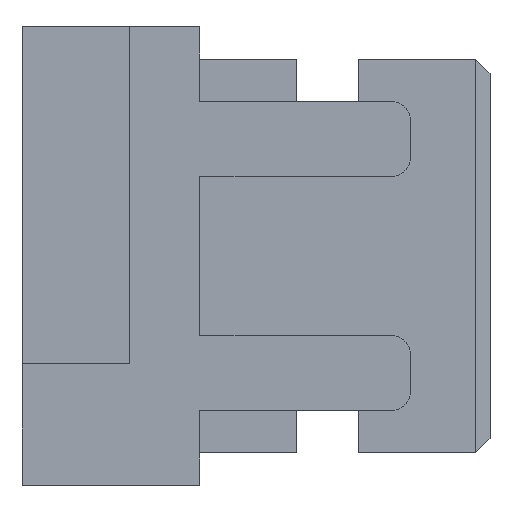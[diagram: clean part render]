
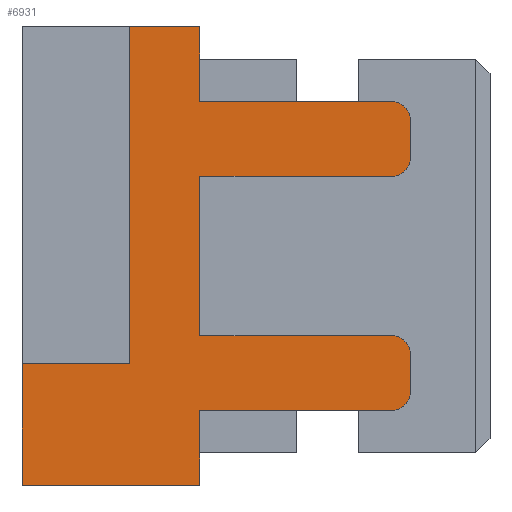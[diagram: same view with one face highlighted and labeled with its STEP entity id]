
A CAD part, left-side view. The second image highlights one B-rep face of the part: STEP entity #6931.
In plain terms, the highlighted planar face has unit normal (-1, 0, 0).
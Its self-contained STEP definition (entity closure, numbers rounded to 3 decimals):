
#3 = VECTOR ( 'NONE', #399, 1000. ) ;
#192 = CARTESIAN_POINT ( 'NONE',  ( 6.9, 3.1, 1.65 ) ) ;
#254 = CARTESIAN_POINT ( 'NONE',  ( 6.9, 1.05, 1.45 ) ) ;
#278 = CARTESIAN_POINT ( 'NONE',  ( 6.9, 1.05, -0.85 ) ) ;
#302 = VERTEX_POINT ( 'NONE', #4008 ) ;
#336 = DIRECTION ( 'NONE',  ( 0., 0., 1. ) ) ;
#399 = DIRECTION ( 'NONE',  ( 0., 1., 0. ) ) ;
#509 = EDGE_CURVE ( 'NONE', #3538, #7527, #8862, .T. ) ;
#513 = CARTESIAN_POINT ( 'NONE',  ( 6.9, 0.85, 1.05 ) ) ;
#684 = CARTESIAN_POINT ( 'NONE',  ( 6.9, 3.85, -1.15 ) ) ;
#968 = DIRECTION ( 'NONE',  ( 0., 0., -1. ) ) ;
#1008 = DIRECTION ( 'NONE',  ( 0., 1., 0. ) ) ;
#1029 = CARTESIAN_POINT ( 'NONE',  ( 6.9, 3.1, 2.45 ) ) ;
#1201 = VERTEX_POINT ( 'NONE', #2515 ) ;
#1268 = AXIS2_PLACEMENT_3D ( 'NONE', #4752, #8761, #3226 ) ;
#1293 = DIRECTION ( 'NONE',  ( 0., 1., 0. ) ) ;
#1327 = DIRECTION ( 'NONE',  ( 0., 1., 0. ) ) ;
#1451 = VERTEX_POINT ( 'NONE', #10410 ) ;
#1485 = CARTESIAN_POINT ( 'NONE',  ( 6.9, 3.1, -2.45 ) ) ;
#1512 = EDGE_CURVE ( 'NONE', #8999, #6175, #5137, .T. ) ;
#1522 = CARTESIAN_POINT ( 'NONE',  ( 6.9, 1.05, 0.85 ) ) ;
#1804 = ORIENTED_EDGE ( 'NONE', *, *, #10734, .T. ) ;
#1983 = CARTESIAN_POINT ( 'NONE',  ( 6.9, 1.05, 1.65 ) ) ;
#2127 = LINE ( 'NONE', #5442, #10107 ) ;
#2162 = CARTESIAN_POINT ( 'NONE',  ( 6.9, 3.1, -0.85 ) ) ;
#2319 = VECTOR ( 'NONE', #1008, 1000. ) ;
#2515 = CARTESIAN_POINT ( 'NONE',  ( 6.9, 5., -1.15 ) ) ;
#2598 = CARTESIAN_POINT ( 'NONE',  ( 6.9, 0.85, -1.05 ) ) ;
#2649 = ORIENTED_EDGE ( 'NONE', *, *, #8272, .T. ) ;
#2718 = LINE ( 'NONE', #1983, #2319 ) ;
#2748 = VERTEX_POINT ( 'NONE', #11623 ) ;
#2764 = DIRECTION ( 'NONE',  ( 0., 0., 1. ) ) ;
#2825 = ORIENTED_EDGE ( 'NONE', *, *, #4904, .T. ) ;
#2841 = ORIENTED_EDGE ( 'NONE', *, *, #509, .F. ) ;
#3093 = VERTEX_POINT ( 'NONE', #4962 ) ;
#3111 = EDGE_CURVE ( 'NONE', #6236, #2748, #7028, .T. ) ;
#3155 = CARTESIAN_POINT ( 'NONE',  ( 6.9, 3.1, -0.85 ) ) ;
#3226 = DIRECTION ( 'NONE',  ( 0., -1., 0. ) ) ;
#3286 = DIRECTION ( 'NONE',  ( 0., 0., 1. ) ) ;
#3463 = VECTOR ( 'NONE', #8055, 1000. ) ;
#3538 = VERTEX_POINT ( 'NONE', #1485 ) ;
#3559 = VECTOR ( 'NONE', #3851, 1000. ) ;
#3713 = CARTESIAN_POINT ( 'NONE',  ( 6.9, 1.05, -1.45 ) ) ;
#3851 = DIRECTION ( 'NONE',  ( 0., 1., 0. ) ) ;
#3883 = CARTESIAN_POINT ( 'NONE',  ( 6.9, 5., -2.45 ) ) ;
#4008 = CARTESIAN_POINT ( 'NONE',  ( 6.9, 3.1, -1.65 ) ) ;
#4040 = CARTESIAN_POINT ( 'NONE',  ( 6.9, 1.05, 1.65 ) ) ;
#4067 = DIRECTION ( 'NONE',  ( 0., 1., 0. ) ) ;
#4592 = LINE ( 'NONE', #11846, #3463 ) ;
#4606 = ORIENTED_EDGE ( 'NONE', *, *, #4717, .F. ) ;
#4652 = DIRECTION ( 'NONE',  ( -1., 0., 0. ) ) ;
#4717 = EDGE_CURVE ( 'NONE', #7527, #1201, #4592, .T. ) ;
#4752 = CARTESIAN_POINT ( 'NONE',  ( 6.9, 1.05, -1.05 ) ) ;
#4843 = CIRCLE ( 'NONE', #10868, 0.2 ) ;
#4856 = ORIENTED_EDGE ( 'NONE', *, *, #1512, .T. ) ;
#4904 = EDGE_CURVE ( 'NONE', #1451, #10311, #7730, .T. ) ;
#4962 = CARTESIAN_POINT ( 'NONE',  ( 6.9, 0.85, 1.05 ) ) ;
#5013 = EDGE_CURVE ( 'NONE', #11937, #11376, #7004, .T. ) ;
#5085 = CARTESIAN_POINT ( 'NONE',  ( 6.9, 3.85, -1.15 ) ) ;
#5137 = CIRCLE ( 'NONE', #1268, 0.2 ) ;
#5226 = CARTESIAN_POINT ( 'NONE',  ( 6.9, 0.85, -1.45 ) ) ;
#5353 = DIRECTION ( 'NONE',  ( 0., 0., 1. ) ) ;
#5442 = CARTESIAN_POINT ( 'NONE',  ( 6.9, 3.1, -2.45 ) ) ;
#5467 = EDGE_LOOP ( 'NONE', ( #8832, #2825, #7246, #10655, #10536, #10783, #9457, #4606, #2841, #2649, #10178, #6908, #1804, #4856, #10153, #6610, #5827, #7528 ) ) ;
#5477 = PLANE ( 'NONE',  #6965 ) ;
#5697 = VERTEX_POINT ( 'NONE', #11126 ) ;
#5774 = DIRECTION ( 'NONE',  ( -1., 0., 0. ) ) ;
#5820 = LINE ( 'NONE', #513, #9316 ) ;
#5827 = ORIENTED_EDGE ( 'NONE', *, *, #5013, .F. ) ;
#5919 = CARTESIAN_POINT ( 'NONE',  ( 6.9, 3.1, 0.85 ) ) ;
#5949 = DIRECTION ( 'NONE',  ( 0., 0., 1. ) ) ;
#6048 = EDGE_CURVE ( 'NONE', #9201, #11376, #9546, .T. ) ;
#6135 = CARTESIAN_POINT ( 'NONE',  ( 6.9, 3.85, -1.15 ) ) ;
#6175 = VERTEX_POINT ( 'NONE', #7168 ) ;
#6223 = CIRCLE ( 'NONE', #6425, 0.2 ) ;
#6236 = VERTEX_POINT ( 'NONE', #6135 ) ;
#6282 = FACE_OUTER_BOUND ( 'NONE', #5467, .T. ) ;
#6309 = VECTOR ( 'NONE', #8003, 1000. ) ;
#6317 = CARTESIAN_POINT ( 'NONE',  ( 6.9, 3.1, -2.45 ) ) ;
#6417 = DIRECTION ( 'NONE',  ( 0., 0., -1. ) ) ;
#6425 = AXIS2_PLACEMENT_3D ( 'NONE', #3713, #7410, #968 ) ;
#6610 = ORIENTED_EDGE ( 'NONE', *, *, #6048, .T. ) ;
#6660 = VERTEX_POINT ( 'NONE', #192 ) ;
#6856 = LINE ( 'NONE', #8740, #11865 ) ;
#6908 = ORIENTED_EDGE ( 'NONE', *, *, #8689, .T. ) ;
#6931 = ADVANCED_FACE ( 'NONE', ( #6282 ), #5477, .T. ) ;
#6965 = AXIS2_PLACEMENT_3D ( 'NONE', #11940, #9200, #10050 ) ;
#7004 = LINE ( 'NONE', #9810, #12032 ) ;
#7025 = VECTOR ( 'NONE', #3286, 1000. ) ;
#7028 = LINE ( 'NONE', #5085, #9461 ) ;
#7168 = CARTESIAN_POINT ( 'NONE',  ( 6.9, 1.05, -0.85 ) ) ;
#7181 = CARTESIAN_POINT ( 'NONE',  ( 6.9, 3.1, 1.65 ) ) ;
#7246 = ORIENTED_EDGE ( 'NONE', *, *, #7929, .T. ) ;
#7410 = DIRECTION ( 'NONE',  ( -1., 0., 0. ) ) ;
#7431 = VECTOR ( 'NONE', #1327, 1000. ) ;
#7527 = VERTEX_POINT ( 'NONE', #3883 ) ;
#7528 = ORIENTED_EDGE ( 'NONE', *, *, #8305, .T. ) ;
#7622 = CARTESIAN_POINT ( 'NONE',  ( 6.9, 1.05, -1.65 ) ) ;
#7696 = EDGE_CURVE ( 'NONE', #3093, #1451, #5820, .T. ) ;
#7730 = CIRCLE ( 'NONE', #10083, 0.2 ) ;
#7929 = EDGE_CURVE ( 'NONE', #10311, #6660, #2718, .T. ) ;
#8003 = DIRECTION ( 'NONE',  ( 0., 1., 0. ) ) ;
#8055 = DIRECTION ( 'NONE',  ( 0., 0., 1. ) ) ;
#8272 = EDGE_CURVE ( 'NONE', #3538, #302, #2127, .T. ) ;
#8305 = EDGE_CURVE ( 'NONE', #11937, #3093, #4843, .T. ) ;
#8633 = CARTESIAN_POINT ( 'NONE',  ( 6.9, 1.05, 1.05 ) ) ;
#8683 = LINE ( 'NONE', #11543, #7431 ) ;
#8689 = EDGE_CURVE ( 'NONE', #9632, #5697, #6223, .T. ) ;
#8740 = CARTESIAN_POINT ( 'NONE',  ( 6.9, 3.1, 2.45 ) ) ;
#8761 = DIRECTION ( 'NONE',  ( -1., 0., 0. ) ) ;
#8795 = EDGE_CURVE ( 'NONE', #10860, #2748, #6856, .T. ) ;
#8808 = EDGE_CURVE ( 'NONE', #6175, #9201, #9722, .T. ) ;
#8832 = ORIENTED_EDGE ( 'NONE', *, *, #7696, .T. ) ;
#8862 = LINE ( 'NONE', #6317, #6309 ) ;
#8999 = VERTEX_POINT ( 'NONE', #2598 ) ;
#9014 = LINE ( 'NONE', #7181, #11507 ) ;
#9200 = DIRECTION ( 'NONE',  ( -1., 0., 0. ) ) ;
#9201 = VERTEX_POINT ( 'NONE', #2162 ) ;
#9316 = VECTOR ( 'NONE', #10862, 1000. ) ;
#9457 = ORIENTED_EDGE ( 'NONE', *, *, #11635, .T. ) ;
#9461 = VECTOR ( 'NONE', #336, 1000. ) ;
#9546 = LINE ( 'NONE', #3155, #10439 ) ;
#9632 = VERTEX_POINT ( 'NONE', #7622 ) ;
#9722 = LINE ( 'NONE', #278, #3 ) ;
#9810 = CARTESIAN_POINT ( 'NONE',  ( 6.9, 1.05, 0.85 ) ) ;
#9857 = LINE ( 'NONE', #5226, #7025 ) ;
#10050 = DIRECTION ( 'NONE',  ( 0., 0., 1. ) ) ;
#10083 = AXIS2_PLACEMENT_3D ( 'NONE', #254, #4652, #11096 ) ;
#10107 = VECTOR ( 'NONE', #2764, 1000. ) ;
#10153 = ORIENTED_EDGE ( 'NONE', *, *, #8808, .T. ) ;
#10178 = ORIENTED_EDGE ( 'NONE', *, *, #10994, .F. ) ;
#10311 = VERTEX_POINT ( 'NONE', #4040 ) ;
#10410 = CARTESIAN_POINT ( 'NONE',  ( 6.9, 0.85, 1.45 ) ) ;
#10439 = VECTOR ( 'NONE', #5949, 1000. ) ;
#10536 = ORIENTED_EDGE ( 'NONE', *, *, #8795, .T. ) ;
#10655 = ORIENTED_EDGE ( 'NONE', *, *, #11978, .T. ) ;
#10734 = EDGE_CURVE ( 'NONE', #5697, #8999, #9857, .T. ) ;
#10783 = ORIENTED_EDGE ( 'NONE', *, *, #3111, .F. ) ;
#10838 = LINE ( 'NONE', #684, #3559 ) ;
#10860 = VERTEX_POINT ( 'NONE', #1029 ) ;
#10862 = DIRECTION ( 'NONE',  ( 0., 0., 1. ) ) ;
#10868 = AXIS2_PLACEMENT_3D ( 'NONE', #8633, #5774, #6417 ) ;
#10994 = EDGE_CURVE ( 'NONE', #9632, #302, #8683, .T. ) ;
#11096 = DIRECTION ( 'NONE',  ( 0., -1., 0. ) ) ;
#11126 = CARTESIAN_POINT ( 'NONE',  ( 6.9, 0.85, -1.45 ) ) ;
#11376 = VERTEX_POINT ( 'NONE', #5919 ) ;
#11507 = VECTOR ( 'NONE', #5353, 1000. ) ;
#11543 = CARTESIAN_POINT ( 'NONE',  ( 6.9, 1.05, -1.65 ) ) ;
#11623 = CARTESIAN_POINT ( 'NONE',  ( 6.9, 3.85, 2.45 ) ) ;
#11635 = EDGE_CURVE ( 'NONE', #6236, #1201, #10838, .T. ) ;
#11846 = CARTESIAN_POINT ( 'NONE',  ( 6.9, 5., -2.45 ) ) ;
#11865 = VECTOR ( 'NONE', #4067, 1000. ) ;
#11937 = VERTEX_POINT ( 'NONE', #1522 ) ;
#11940 = CARTESIAN_POINT ( 'NONE',  ( 6.9, 0., -2.45 ) ) ;
#11978 = EDGE_CURVE ( 'NONE', #6660, #10860, #9014, .T. ) ;
#12032 = VECTOR ( 'NONE', #1293, 1000. ) ;
